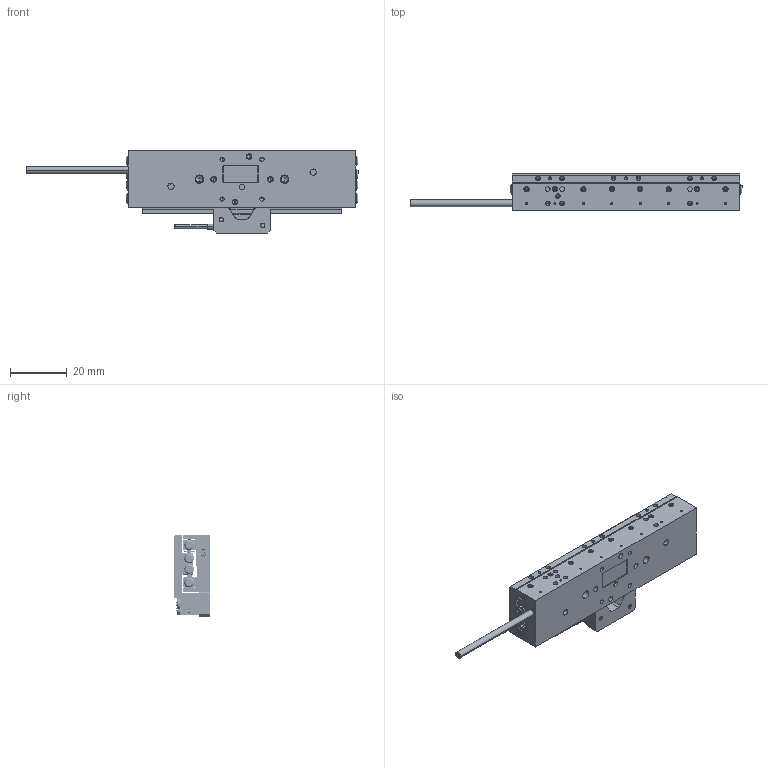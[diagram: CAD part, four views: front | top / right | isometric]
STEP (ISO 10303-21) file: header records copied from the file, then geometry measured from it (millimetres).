
FILE_DESCRIPTION (( 'STEP AP214' ), '1' );
FILE_NAME ('PPS-20-15XXC.STEP', '2023-08-24T16:24:15', ( '' ), ( '' ), 'SwSTEP 2.0', 'SolidWorks 2023', '' );
FILE_SCHEMA (( 'AUTOMOTIVE_DESIGN' ));
Length unit declared in the file: millimetre
Products named in the file (17): 110109-101 Encoder Head, MiniStarV2,  Vacuum; SCREW, MS-SCH, M-DIN_M1.6 x 0.35 x 08mm; NB Slide Way SVW 1000 Rail_SVW 1080; SCREW, MS-PPH, M-JCIS_M1.6 x 0.35 x 4mm; TFC-421 Silver Braided Cable_L70; 430550-A Magnetic Encoder Bracket; PPS-20, Base, Master Part_L80, No Ears; PPS-20-15XXC; NB Slide Way SVW 1000 Cage_SVW 1080-22Z Custom; Set Screw, Cup-H, E-ASME_E1-72 x 1''16; SCREW, MS-PFH, M-DIN_M2 x 0.4 x 05mm; NB Slide Way SVW 1000 Center Way_SVW 1080; PPS-20, Carriage, Master Part_80mm; 130160 Bearing, NB, Slide Way, SVW 1000_SVW 1080-22Z Custom (Rigid at Center); 430553 PPS-20 & 28, Scale Bracket, MiniStar, L40_70mm; PPS-20, Back Cover, Master Part; SCREW, MS-SCH, M-DIN_M2 x 0.4 x 10mm
Assembly tree (52 placements, depth 3):
  PPS-20-15XXC
    PPS-20, Base, Master Part_L80, No Ears
    PPS-20, Back Cover, Master Part
    TFC-421 Silver Braided Cable_L70
    PPS-20, Carriage, Master Part_80mm
    SCREW, MS-PFH, M-DIN_M2 x 0.4 x 05mm  x8
    130160 Bearing, NB, Slide Way, SVW 1000_SVW 1080-22Z Custom (Rigid at Center)
      NB Slide Way SVW 1000 Rail_SVW 1080  x2
      NB Slide Way SVW 1000 Center Way_SVW 1080
      NB Slide Way SVW 1000 Cage_SVW 1080-22Z Custom  x2
    Set Screw, Cup-H, E-ASME_E1-72 x 1''16  x8
    SCREW, MS-PPH, M-JCIS_M1.6 x 0.35 x 4mm  x19
    110109-101 Encoder Head, MiniStarV2,  Vacuum
    430550-A Magnetic Encoder Bracket
    SCREW, MS-SCH, M-DIN_M1.6 x 0.35 x 08mm  x2
    SCREW, MS-SCH, M-DIN_M2 x 0.4 x 10mm  x2
    430553 PPS-20 & 28, Scale Bracket, MiniStar, L40_70mm
Bounding box: 116.8 x 13 x 29 mm (x, y, z)
Volume: 19738.9 mm3; surface area: 25148.6 mm2
Topology: 64 solids, 64 shells, 2615 faces, 6468 edges, 3980 vertices
Faces by surface type: plane 1073, cylinder 839, cone 532, torus 130, bspline 25, sphere 16
Entity records: 77422 total; most frequent: CARTESIAN_POINT 46917, DIRECTION 6468, ORIENTED_EDGE 5952, EDGE_CURVE 2976, AXIS2_PLACEMENT_3D 2469, VERTEX_POINT 1912, LINE 1530, VECTOR 1530
